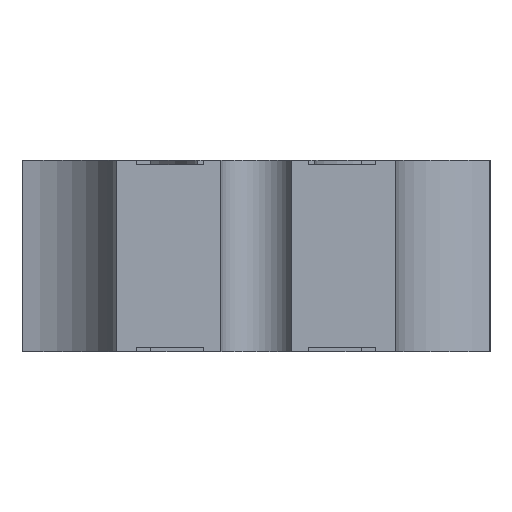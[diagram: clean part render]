
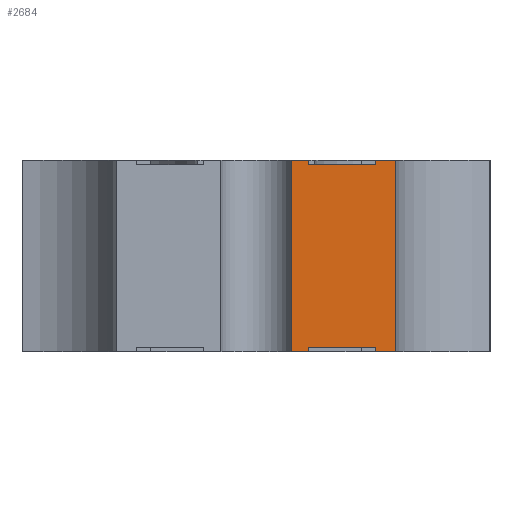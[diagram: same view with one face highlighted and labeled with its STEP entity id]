
A CAD part, left-side view. The second image highlights one B-rep face of the part: STEP entity #2684.
In plain terms, the highlighted planar face has unit normal (-1, 0, 0).
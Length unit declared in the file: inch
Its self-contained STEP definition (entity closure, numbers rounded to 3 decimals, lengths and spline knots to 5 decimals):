
#2 = VERTEX_POINT ( 'NONE', #8897 ) ;
#324 = CARTESIAN_POINT ( 'NONE',  ( -0.28, -0.05968, 0.002 ) ) ;
#344 = VECTOR ( 'NONE', #15627, 39.37008 ) ;
#347 = CARTESIAN_POINT ( 'NONE',  ( -0.28, -0.051, 0.082 ) ) ;
#423 = LINE ( 'NONE', #5486, #981 ) ;
#570 = CARTESIAN_POINT ( 'NONE',  ( -0.28, -0.01497, 0. ) ) ;
#601 = VERTEX_POINT ( 'NONE', #14989 ) ;
#908 = LINE ( 'NONE', #8466, #8683 ) ;
#972 = CARTESIAN_POINT ( 'NONE',  ( -0.28, -0.104, 0.082 ) ) ;
#981 = VECTOR ( 'NONE', #13286, 39.37008 ) ;
#1084 = PLANE ( 'NONE',  #10521 ) ;
#1171 = ORIENTED_EDGE ( 'NONE', *, *, #1879, .T. ) ;
#1879 = EDGE_CURVE ( 'NONE', #13630, #601, #12709, .T. ) ;
#1888 = VERTEX_POINT ( 'NONE', #347 ) ;
#2088 = VECTOR ( 'NONE', #8973, 39.37008 ) ;
#2092 = CARTESIAN_POINT ( 'NONE',  ( -0.28, -0.0225, 0.082 ) ) ;
#2102 = ORIENTED_EDGE ( 'NONE', *, *, #14697, .F. ) ;
#2128 = LINE ( 'NONE', #16218, #7632 ) ;
#2171 = EDGE_CURVE ( 'NONE', #6625, #2, #15511, .T. ) ;
#2489 = ORIENTED_EDGE ( 'NONE', *, *, #2171, .F. ) ;
#2684 = ADVANCED_FACE ( 'NONE', ( #16187 ), #1084, .F. ) ;
#3657 = ORIENTED_EDGE ( 'NONE', *, *, #10159, .T. ) ;
#3705 = VERTEX_POINT ( 'NONE', #10999 ) ;
#3741 = ORIENTED_EDGE ( 'NONE', *, *, #8819, .T. ) ;
#3925 = ORIENTED_EDGE ( 'NONE', *, *, #13799, .T. ) ;
#3947 = CARTESIAN_POINT ( 'NONE',  ( -0.28, -0.104, 0.08 ) ) ;
#3995 = CARTESIAN_POINT ( 'NONE',  ( -0.28, -0.0225, 0.002 ) ) ;
#4059 = EDGE_CURVE ( 'NONE', #601, #3705, #13441, .T. ) ;
#4141 = CARTESIAN_POINT ( 'NONE',  ( -0.28, -0.0225, 0. ) ) ;
#4157 = ORIENTED_EDGE ( 'NONE', *, *, #11476, .T. ) ;
#4529 = VECTOR ( 'NONE', #15390, 39.37008 ) ;
#4657 = DIRECTION ( 'NONE',  ( 0., 1., 0. ) ) ;
#5216 = VECTOR ( 'NONE', #9449, 39.37008 ) ;
#5486 = CARTESIAN_POINT ( 'NONE',  ( -0.28, -0.0225, 0.08 ) ) ;
#5710 = EDGE_CURVE ( 'NONE', #13630, #6823, #6656, .T. ) ;
#6165 = VERTEX_POINT ( 'NONE', #7845 ) ;
#6328 = EDGE_CURVE ( 'NONE', #11521, #6165, #2128, .T. ) ;
#6330 = ORIENTED_EDGE ( 'NONE', *, *, #5710, .F. ) ;
#6388 = ORIENTED_EDGE ( 'NONE', *, *, #4059, .T. ) ;
#6424 = LINE ( 'NONE', #3947, #4529 ) ;
#6625 = VERTEX_POINT ( 'NONE', #13444 ) ;
#6656 = LINE ( 'NONE', #10566, #344 ) ;
#6684 = CARTESIAN_POINT ( 'NONE',  ( -0.28, -0.051, 0.08 ) ) ;
#6823 = VERTEX_POINT ( 'NONE', #4141 ) ;
#6929 = EDGE_CURVE ( 'NONE', #3705, #2, #12257, .T. ) ;
#7361 = VECTOR ( 'NONE', #14754, 39.37008 ) ;
#7632 = VECTOR ( 'NONE', #8507, 39.37008 ) ;
#7845 = CARTESIAN_POINT ( 'NONE',  ( -0.28, -0.01497, 0. ) ) ;
#8466 = CARTESIAN_POINT ( 'NONE',  ( -0.28, -0.01497, 0. ) ) ;
#8507 = DIRECTION ( 'NONE',  ( 0., 0., -1. ) ) ;
#8523 = CARTESIAN_POINT ( 'NONE',  ( -0.28, -0.0225, 0.08 ) ) ;
#8626 = VERTEX_POINT ( 'NONE', #9383 ) ;
#8683 = VECTOR ( 'NONE', #10168, 39.37008 ) ;
#8819 = EDGE_CURVE ( 'NONE', #6165, #6823, #908, .T. ) ;
#8897 = CARTESIAN_POINT ( 'NONE',  ( -0.28, -0.05968, 0. ) ) ;
#8973 = DIRECTION ( 'NONE',  ( 0., -1., 0. ) ) ;
#9383 = CARTESIAN_POINT ( 'NONE',  ( -0.28, -0.051, 0.08 ) ) ;
#9449 = DIRECTION ( 'NONE',  ( 0., 0., -1. ) ) ;
#9794 = CARTESIAN_POINT ( 'NONE',  ( -0.28, -0.01497, 0.002 ) ) ;
#9981 = VECTOR ( 'NONE', #4657, 39.37008 ) ;
#10159 = EDGE_CURVE ( 'NONE', #6625, #1888, #16162, .T. ) ;
#10168 = DIRECTION ( 'NONE',  ( 0., -1., 0. ) ) ;
#10521 = AXIS2_PLACEMENT_3D ( 'NONE', #9794, #11116, #13843 ) ;
#10566 = CARTESIAN_POINT ( 'NONE',  ( -0.28, -0.0225, 0.002 ) ) ;
#10659 = EDGE_CURVE ( 'NONE', #10750, #11521, #14699, .T. ) ;
#10750 = VERTEX_POINT ( 'NONE', #2092 ) ;
#10945 = CARTESIAN_POINT ( 'NONE',  ( -0.28, -0.051, 0.002 ) ) ;
#10999 = CARTESIAN_POINT ( 'NONE',  ( -0.28, -0.051, 0. ) ) ;
#11116 = DIRECTION ( 'NONE',  ( 1., 0., 0. ) ) ;
#11144 = VECTOR ( 'NONE', #16009, 39.37008 ) ;
#11476 = EDGE_CURVE ( 'NONE', #8626, #14094, #6424, .T. ) ;
#11521 = VERTEX_POINT ( 'NONE', #12889 ) ;
#11535 = CARTESIAN_POINT ( 'NONE',  ( -0.28, -0.051, 0.002 ) ) ;
#11835 = VECTOR ( 'NONE', #16319, 39.37008 ) ;
#12257 = LINE ( 'NONE', #570, #7361 ) ;
#12709 = LINE ( 'NONE', #11535, #2088 ) ;
#12889 = CARTESIAN_POINT ( 'NONE',  ( -0.28, -0.01497, 0.082 ) ) ;
#12995 = DIRECTION ( 'NONE',  ( 0., 0., 1. ) ) ;
#13286 = DIRECTION ( 'NONE',  ( 0., 0., 1. ) ) ;
#13441 = LINE ( 'NONE', #10945, #11144 ) ;
#13444 = CARTESIAN_POINT ( 'NONE',  ( -0.28, -0.05968, 0.082 ) ) ;
#13458 = VECTOR ( 'NONE', #12995, 39.37008 ) ;
#13630 = VERTEX_POINT ( 'NONE', #3995 ) ;
#13799 = EDGE_CURVE ( 'NONE', #14094, #10750, #423, .T. ) ;
#13843 = DIRECTION ( 'NONE',  ( 0., 0., -1. ) ) ;
#14094 = VERTEX_POINT ( 'NONE', #8523 ) ;
#14404 = ORIENTED_EDGE ( 'NONE', *, *, #6929, .T. ) ;
#14461 = EDGE_LOOP ( 'NONE', ( #2102, #4157, #3925, #14887, #15562, #3741, #6330, #1171, #6388, #14404, #2489, #3657 ) ) ;
#14697 = EDGE_CURVE ( 'NONE', #8626, #1888, #15408, .T. ) ;
#14699 = LINE ( 'NONE', #15781, #9981 ) ;
#14754 = DIRECTION ( 'NONE',  ( 0., -1., 0. ) ) ;
#14887 = ORIENTED_EDGE ( 'NONE', *, *, #10659, .T. ) ;
#14989 = CARTESIAN_POINT ( 'NONE',  ( -0.28, -0.051, 0.002 ) ) ;
#15390 = DIRECTION ( 'NONE',  ( 0., 1., 0. ) ) ;
#15408 = LINE ( 'NONE', #6684, #13458 ) ;
#15511 = LINE ( 'NONE', #324, #5216 ) ;
#15562 = ORIENTED_EDGE ( 'NONE', *, *, #6328, .T. ) ;
#15627 = DIRECTION ( 'NONE',  ( 0., 0., -1. ) ) ;
#15781 = CARTESIAN_POINT ( 'NONE',  ( -0.28, -0.104, 0.082 ) ) ;
#16009 = DIRECTION ( 'NONE',  ( 0., 0., -1. ) ) ;
#16162 = LINE ( 'NONE', #972, #11835 ) ;
#16187 = FACE_OUTER_BOUND ( 'NONE', #14461, .T. ) ;
#16218 = CARTESIAN_POINT ( 'NONE',  ( -0.28, -0.01497, 0.002 ) ) ;
#16319 = DIRECTION ( 'NONE',  ( 0., 1., 0. ) ) ;
